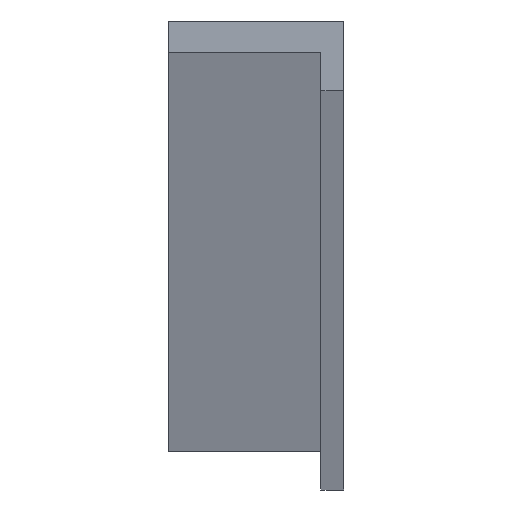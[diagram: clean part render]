
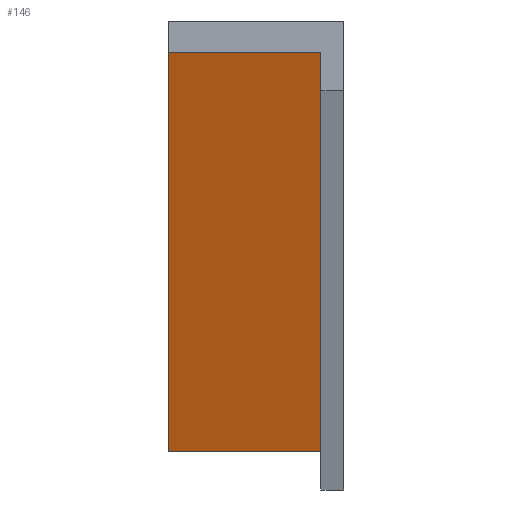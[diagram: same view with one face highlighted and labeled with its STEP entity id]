
A CAD part, top view. The second image highlights one B-rep face of the part: STEP entity #146.
In plain terms, the highlighted planar face has unit normal (0, -1, 0).
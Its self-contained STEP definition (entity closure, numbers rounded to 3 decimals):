
#7 = CARTESIAN_POINT ( 'NONE',  ( -11.5, 0., -30000. ) ) ;
#11 = VECTOR ( 'NONE', #157, 1000. ) ;
#20 = CARTESIAN_POINT ( 'NONE',  ( -11.5, 0., 0. ) ) ;
#25 = LINE ( 'NONE', #150, #130 ) ;
#33 = DIRECTION ( 'NONE',  ( 0., -1., 0. ) ) ;
#40 = EDGE_CURVE ( 'NONE', #223, #108, #25, .T. ) ;
#43 = VERTEX_POINT ( 'NONE', #20 ) ;
#62 = CARTESIAN_POINT ( 'NONE',  ( -11.5, 0., -30000. ) ) ;
#85 = EDGE_LOOP ( 'NONE', ( #153, #264, #241, #265 ) ) ;
#91 = EDGE_CURVE ( 'NONE', #108, #211, #198, .T. ) ;
#96 = DIRECTION ( 'NONE',  ( 0., 0., 1. ) ) ;
#98 = DIRECTION ( 'NONE',  ( 0., 0., -1. ) ) ;
#99 = VECTOR ( 'NONE', #96, 1000. ) ;
#100 = CARTESIAN_POINT ( 'NONE',  ( -11.5, 0., 0. ) ) ;
#101 = VECTOR ( 'NONE', #144, 1000. ) ;
#108 = VERTEX_POINT ( 'NONE', #201 ) ;
#122 = FACE_OUTER_BOUND ( 'NONE', #85, .T. ) ;
#126 = AXIS2_PLACEMENT_3D ( 'NONE', #7, #33, #98 ) ;
#130 = VECTOR ( 'NONE', #208, 1000. ) ;
#141 = LINE ( 'NONE', #222, #11 ) ;
#144 = DIRECTION ( 'NONE',  ( 1., 0., 0. ) ) ;
#146 = ADVANCED_FACE ( 'NONE', ( #122 ), #218, .T. ) ;
#150 = CARTESIAN_POINT ( 'NONE',  ( -11.5, 0., -30000. ) ) ;
#153 = ORIENTED_EDGE ( 'NONE', *, *, #257, .F. ) ;
#157 = DIRECTION ( 'NONE',  ( 0., 0., 1. ) ) ;
#179 = EDGE_CURVE ( 'NONE', #223, #43, #141, .T. ) ;
#185 = CARTESIAN_POINT ( 'NONE',  ( 8.5, 0., 0. ) ) ;
#195 = CARTESIAN_POINT ( 'NONE',  ( 8.5, 0., -30000. ) ) ;
#198 = LINE ( 'NONE', #195, #99 ) ;
#201 = CARTESIAN_POINT ( 'NONE',  ( 8.5, 0., -30000. ) ) ;
#202 = LINE ( 'NONE', #100, #101 ) ;
#208 = DIRECTION ( 'NONE',  ( 1., 0., 0. ) ) ;
#211 = VERTEX_POINT ( 'NONE', #185 ) ;
#218 = PLANE ( 'NONE',  #126 ) ;
#222 = CARTESIAN_POINT ( 'NONE',  ( -11.5, 0., -30000. ) ) ;
#223 = VERTEX_POINT ( 'NONE', #62 ) ;
#241 = ORIENTED_EDGE ( 'NONE', *, *, #40, .T. ) ;
#257 = EDGE_CURVE ( 'NONE', #43, #211, #202, .T. ) ;
#264 = ORIENTED_EDGE ( 'NONE', *, *, #179, .F. ) ;
#265 = ORIENTED_EDGE ( 'NONE', *, *, #91, .T. ) ;
